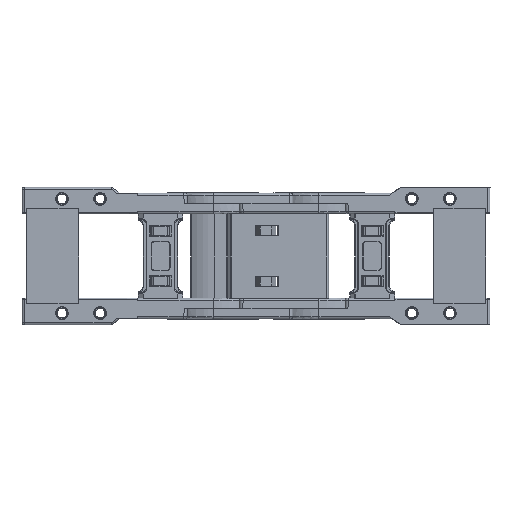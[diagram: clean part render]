
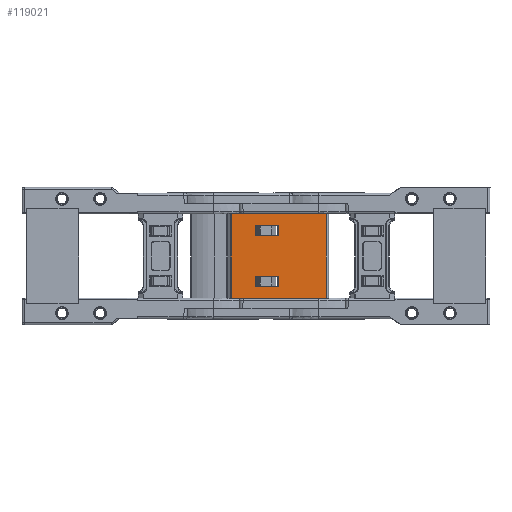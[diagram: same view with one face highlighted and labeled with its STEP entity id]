
A CAD part, front view. The second image highlights one B-rep face of the part: STEP entity #119021.
In plain terms, the highlighted planar face has unit normal (0, -1, 0).
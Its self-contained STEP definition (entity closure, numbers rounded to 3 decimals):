
#1480 = DIRECTION ( 'NONE',  ( 0., 0., 1. ) ) ;
#4762 = ORIENTED_EDGE ( 'NONE', *, *, #30525, .T. ) ;
#5194 = CARTESIAN_POINT ( 'NONE',  ( -58.76, 143.654, 48.497 ) ) ;
#5247 = ORIENTED_EDGE ( 'NONE', *, *, #40680, .T. ) ;
#9794 = CARTESIAN_POINT ( 'NONE',  ( -58.76, 143.654, -1.503 ) ) ;
#10910 = LINE ( 'NONE', #5194, #139423 ) ;
#11226 = EDGE_LOOP ( 'NONE', ( #59222, #135998, #86878, #41324 ) ) ;
#12538 = ORIENTED_EDGE ( 'NONE', *, *, #44713, .T. ) ;
#16533 = CARTESIAN_POINT ( 'NONE',  ( -75.76, 143.654, 11.547 ) ) ;
#20379 = VECTOR ( 'NONE', #114497, 1000. ) ;
#23545 = ORIENTED_EDGE ( 'NONE', *, *, #95955, .F. ) ;
#29580 = VECTOR ( 'NONE', #1480, 1000. ) ;
#30525 = EDGE_CURVE ( 'NONE', #89561, #30805, #82102, .T. ) ;
#30805 = VERTEX_POINT ( 'NONE', #75996 ) ;
#33528 = CARTESIAN_POINT ( 'NONE',  ( -89.98, 143.654, -83.122 ) ) ;
#33545 = ORIENTED_EDGE ( 'NONE', *, *, #127101, .F. ) ;
#36880 = CARTESIAN_POINT ( 'NONE',  ( -61.76, 143.654, 35.447 ) ) ;
#37589 = CARTESIAN_POINT ( 'NONE',  ( -61.76, 143.654, 11.547 ) ) ;
#39274 = VERTEX_POINT ( 'NONE', #133745 ) ;
#40531 = DIRECTION ( 'NONE',  ( 0., 0., 1. ) ) ;
#40680 = EDGE_CURVE ( 'NONE', #75830, #119136, #49928, .T. ) ;
#41324 = ORIENTED_EDGE ( 'NONE', *, *, #123822, .T. ) ;
#42619 = DIRECTION ( 'NONE',  ( 0., 0., 1. ) ) ;
#43172 = VERTEX_POINT ( 'NONE', #147638 ) ;
#43227 = CARTESIAN_POINT ( 'NONE',  ( -75.76, 143.654, 11.547 ) ) ;
#44237 = CARTESIAN_POINT ( 'NONE',  ( -33.78, 143.654, 48.497 ) ) ;
#44698 = DIRECTION ( 'NONE',  ( 0., 0., -1. ) ) ;
#44713 = EDGE_CURVE ( 'NONE', #30805, #75830, #91735, .T. ) ;
#45834 = LINE ( 'NONE', #36880, #29580 ) ;
#49205 = VERTEX_POINT ( 'NONE', #113989 ) ;
#49691 = VECTOR ( 'NONE', #77640, 1000. ) ;
#49928 = LINE ( 'NONE', #131212, #100530 ) ;
#50072 = VECTOR ( 'NONE', #57333, 1000. ) ;
#50426 = EDGE_CURVE ( 'NONE', #82688, #82957, #139739, .T. ) ;
#51840 = CARTESIAN_POINT ( 'NONE',  ( -61.76, 143.654, 5.247 ) ) ;
#52198 = VECTOR ( 'NONE', #68133, 1000. ) ;
#55166 = ORIENTED_EDGE ( 'NONE', *, *, #64322, .F. ) ;
#57170 = VERTEX_POINT ( 'NONE', #122142 ) ;
#57333 = DIRECTION ( 'NONE',  ( 1., 0., 0. ) ) ;
#59222 = ORIENTED_EDGE ( 'NONE', *, *, #50426, .T. ) ;
#61016 = VECTOR ( 'NONE', #95285, 1000. ) ;
#61724 = EDGE_CURVE ( 'NONE', #119136, #89561, #122108, .T. ) ;
#63926 = VECTOR ( 'NONE', #94690, 1000. ) ;
#64322 = EDGE_CURVE ( 'NONE', #78279, #43172, #45834, .T. ) ;
#66667 = CARTESIAN_POINT ( 'NONE',  ( -61.76, 143.654, 35.447 ) ) ;
#67135 = ORIENTED_EDGE ( 'NONE', *, *, #142344, .F. ) ;
#68133 = DIRECTION ( 'NONE',  ( 1., 0., 0. ) ) ;
#69147 = LINE ( 'NONE', #33528, #20379 ) ;
#75830 = VERTEX_POINT ( 'NONE', #51840 ) ;
#75996 = CARTESIAN_POINT ( 'NONE',  ( -61.76, 143.654, 11.547 ) ) ;
#76437 = LINE ( 'NONE', #101880, #121762 ) ;
#77640 = DIRECTION ( 'NONE',  ( 0., 0., 1. ) ) ;
#78056 = VERTEX_POINT ( 'NONE', #109719 ) ;
#78279 = VERTEX_POINT ( 'NONE', #66667 ) ;
#78538 = EDGE_LOOP ( 'NONE', ( #23545, #33545, #67135, #55166 ) ) ;
#82102 = LINE ( 'NONE', #148001, #116555 ) ;
#82688 = VERTEX_POINT ( 'NONE', #126419 ) ;
#82957 = VERTEX_POINT ( 'NONE', #44237 ) ;
#86878 = ORIENTED_EDGE ( 'NONE', *, *, #143748, .F. ) ;
#89561 = VERTEX_POINT ( 'NONE', #16533 ) ;
#91735 = LINE ( 'NONE', #37589, #61016 ) ;
#94394 = VECTOR ( 'NONE', #40531, 1000. ) ;
#94690 = DIRECTION ( 'NONE',  ( -1., 0., 0. ) ) ;
#95285 = DIRECTION ( 'NONE',  ( 0., 0., -1. ) ) ;
#95955 = EDGE_CURVE ( 'NONE', #78056, #78279, #99226, .T. ) ;
#98313 = LINE ( 'NONE', #107316, #63926 ) ;
#99226 = LINE ( 'NONE', #137488, #52198 ) ;
#100530 = VECTOR ( 'NONE', #110368, 1000. ) ;
#101880 = CARTESIAN_POINT ( 'NONE',  ( -75.76, 143.654, 35.447 ) ) ;
#104319 = LINE ( 'NONE', #9794, #50072 ) ;
#107164 = FACE_BOUND ( 'NONE', #78538, .T. ) ;
#107316 = CARTESIAN_POINT ( 'NONE',  ( -61.76, 143.654, 41.747 ) ) ;
#107879 = CARTESIAN_POINT ( 'NONE',  ( -33.78, 143.654, -83.122 ) ) ;
#109719 = CARTESIAN_POINT ( 'NONE',  ( -75.76, 143.654, 35.447 ) ) ;
#110368 = DIRECTION ( 'NONE',  ( -1., 0., 0. ) ) ;
#110461 = CARTESIAN_POINT ( 'NONE',  ( -58.76, 143.654, -1.503 ) ) ;
#111955 = DIRECTION ( 'NONE',  ( 0., 1., 0. ) ) ;
#113934 = CARTESIAN_POINT ( 'NONE',  ( -75.76, 143.654, 5.247 ) ) ;
#113989 = CARTESIAN_POINT ( 'NONE',  ( -89.98, 143.654, -1.503 ) ) ;
#114497 = DIRECTION ( 'NONE',  ( 0., 0., 1. ) ) ;
#116555 = VECTOR ( 'NONE', #136886, 1000. ) ;
#119021 = ADVANCED_FACE ( 'NONE', ( #148825, #127078, #107164 ), #146384, .F. ) ;
#119136 = VERTEX_POINT ( 'NONE', #113934 ) ;
#120573 = EDGE_CURVE ( 'NONE', #57170, #82957, #10910, .T. ) ;
#121762 = VECTOR ( 'NONE', #44698, 1000. ) ;
#121764 = EDGE_LOOP ( 'NONE', ( #4762, #12538, #5247, #122723 ) ) ;
#122108 = LINE ( 'NONE', #43227, #49691 ) ;
#122142 = CARTESIAN_POINT ( 'NONE',  ( -89.98, 143.654, 48.497 ) ) ;
#122193 = AXIS2_PLACEMENT_3D ( 'NONE', #110461, #111955, #42619 ) ;
#122723 = ORIENTED_EDGE ( 'NONE', *, *, #61724, .T. ) ;
#123822 = EDGE_CURVE ( 'NONE', #49205, #82688, #104319, .T. ) ;
#126419 = CARTESIAN_POINT ( 'NONE',  ( -33.78, 143.654, -1.503 ) ) ;
#127078 = FACE_OUTER_BOUND ( 'NONE', #11226, .T. ) ;
#127101 = EDGE_CURVE ( 'NONE', #39274, #78056, #76437, .T. ) ;
#131212 = CARTESIAN_POINT ( 'NONE',  ( -61.76, 143.654, 5.247 ) ) ;
#132718 = DIRECTION ( 'NONE',  ( 1., 0., 0. ) ) ;
#133745 = CARTESIAN_POINT ( 'NONE',  ( -75.76, 143.654, 41.747 ) ) ;
#135998 = ORIENTED_EDGE ( 'NONE', *, *, #120573, .F. ) ;
#136886 = DIRECTION ( 'NONE',  ( 1., 0., 0. ) ) ;
#137488 = CARTESIAN_POINT ( 'NONE',  ( -61.76, 143.654, 35.447 ) ) ;
#139423 = VECTOR ( 'NONE', #132718, 1000. ) ;
#139739 = LINE ( 'NONE', #107879, #94394 ) ;
#142344 = EDGE_CURVE ( 'NONE', #43172, #39274, #98313, .T. ) ;
#143748 = EDGE_CURVE ( 'NONE', #49205, #57170, #69147, .T. ) ;
#146384 = PLANE ( 'NONE',  #122193 ) ;
#147638 = CARTESIAN_POINT ( 'NONE',  ( -61.76, 143.654, 41.747 ) ) ;
#148001 = CARTESIAN_POINT ( 'NONE',  ( -61.76, 143.654, 11.547 ) ) ;
#148825 = FACE_BOUND ( 'NONE', #121764, .T. ) ;
